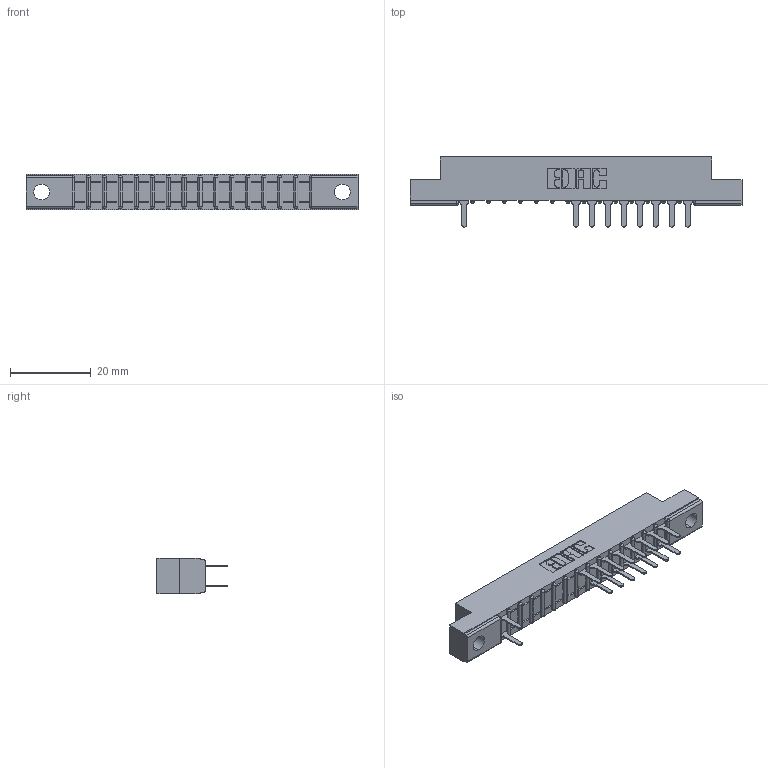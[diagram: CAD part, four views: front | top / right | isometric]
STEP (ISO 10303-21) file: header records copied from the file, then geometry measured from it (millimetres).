
FILE_DESCRIPTION (( 'STEP AP203' ), '1' );
FILE_NAME ('307-030-520-202.STEP', '2018-08-04T19:23:22', ( '' ), ( '' ), 'SwSTEP 2.0', 'SolidWorks 2016', '' );
FILE_SCHEMA (( 'CONFIG_CONTROL_DESIGN' ));
Length unit declared in the file: inch
Products named in the file (3): 307 Part_.128 Dia Mounting Holes; 307-290-001_520; 307-030-520-202
Assembly tree (18 placements, depth 2):
  307-030-520-202
    307 Part_.128 Dia Mounting Holes
    307-290-001_520  x17
Bounding box: 82.45 x 17.42 x 8.71 mm (x, y, z)
Volume: 5150.1 mm3; surface area: 7630.8 mm2
Topology: 18 solids, 18 shells, 1046 faces, 2949 edges, 1898 vertices
Faces by surface type: plane 675, cylinder 339, sphere 32
Entity records: 16222 total; most frequent: CARTESIAN_POINT 2714, ORIENTED_EDGE 2698, DIRECTION 2657, EDGE_CURVE 1349, LINE 1023, VECTOR 1023, VERTEX_POINT 874, AXIS2_PLACEMENT_3D 817
